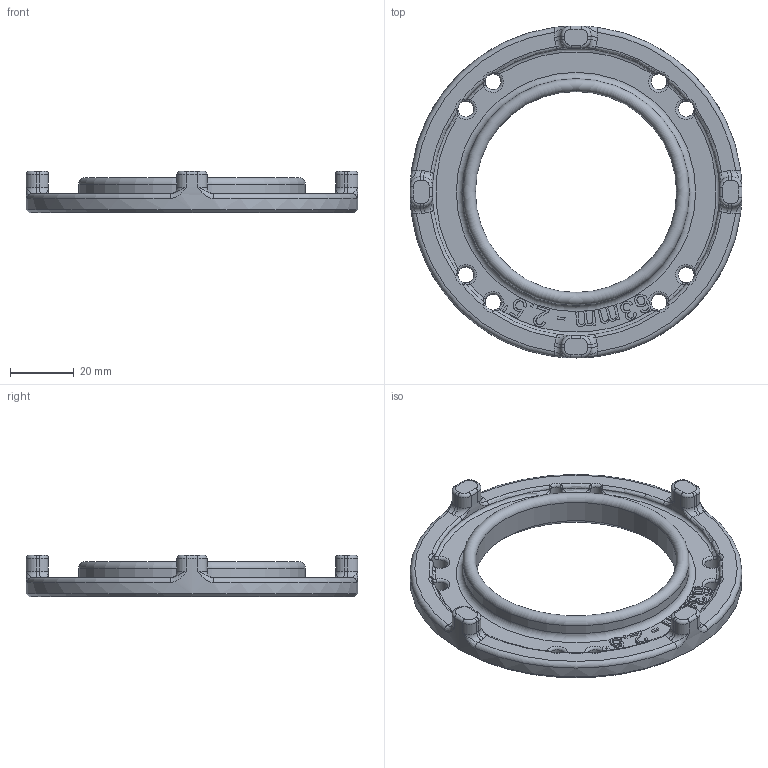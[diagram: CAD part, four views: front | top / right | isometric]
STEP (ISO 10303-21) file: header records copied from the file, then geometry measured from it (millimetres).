
FILE_DESCRIPTION(/* description */ (''),/* implementation_level */ '2;1');
FILE_NAME(/* name */ 'OSSM - Toy Mounting_Default_Dildo Ring 2.5in_step.stp',/* time_stamp */ '2025-03-30T00:33:13-04:00',/* author */ (''),/* organization */ (''),/* preprocessor_version */ 'ST-DEVELOPER v20.1',/* originating_system */ 'Autodesk Translation Framework v14.4.0.0',/* authorisation */ '');
FILE_SCHEMA (('AUTOMOTIVE_DESIGN { 1 0 10303 214 3 1 1 }'));
Length unit declared in the file: millimetre
Products named in the file (1): Dildo Ring 2.5in
Bounding box: 104 x 104 x 13 mm (x, y, z)
Volume: 31823.4 mm3; surface area: 16630.4 mm2
Topology: 1 solids, 1 shells, 386 faces, 1026 edges, 627 vertices
Faces by surface type: bspline 169, plane 86, torus 82, cylinder 47, cone 2
Full cylindrical faces by diameter (mm): 5 x8, 63 x1, 71 x1, 104 x1
Entity records: 15418 total; most frequent: CARTESIAN_POINT 6862, ORIENTED_EDGE 2020, DIRECTION 1391, EDGE_CURVE 1010, VERTEX_POINT 627, AXIS2_PLACEMENT_3D 512, EDGE_LOOP 405, FACE_OUTER_BOUND 386
